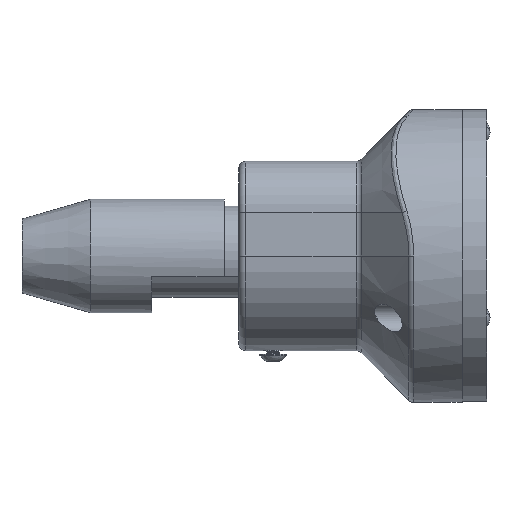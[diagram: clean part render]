
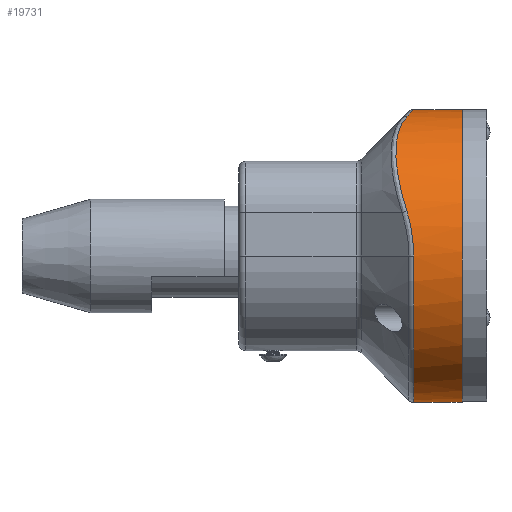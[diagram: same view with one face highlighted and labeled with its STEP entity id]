
A CAD part, left-side view. The second image highlights one B-rep face of the part: STEP entity #19731.
In plain terms, the highlighted cylindrical face has radius 42.5 mm (diameter 85 mm), a partial arc.
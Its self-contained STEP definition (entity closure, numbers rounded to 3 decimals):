
#205 = CARTESIAN_POINT ( 'NONE',  ( -13.117, 16.149, 40.425 ) ) ;
#335 = CARTESIAN_POINT ( 'NONE',  ( -40.425, 16.149, 13.117 ) ) ;
#475 = VERTEX_POINT ( 'NONE', #25673 ) ;
#689 = CARTESIAN_POINT ( 'NONE',  ( 0., 0., 42.5 ) ) ;
#1129 = CARTESIAN_POINT ( 'NONE',  ( -2.5, 2.5, -42.426 ) ) ;
#1926 = EDGE_CURVE ( 'NONE', #5070, #4723, #24288, .T. ) ;
#1933 = CARTESIAN_POINT ( 'NONE',  ( -2.5, 2.83, -42.426 ) ) ;
#2209 = CARTESIAN_POINT ( 'NONE',  ( -2.5, 0., -42.426 ) ) ;
#2212 = CARTESIAN_POINT ( 'NONE',  ( -1.986, 4.027, -42.454 ) ) ;
#2296 = CARTESIAN_POINT ( 'NONE',  ( -39.323, 17.072, 16.206 ) ) ;
#2390 = LINE ( 'NONE', #10377, #3046 ) ;
#2502 = ORIENTED_EDGE ( 'NONE', *, *, #6196, .T. ) ;
#2757 = AXIS2_PLACEMENT_3D ( 'NONE', #18955, #6776, #15035 ) ;
#3046 = VECTOR ( 'NONE', #18378, 1000. ) ;
#3125 = CARTESIAN_POINT ( 'NONE',  ( -41.803, 14.836, 8.872 ) ) ;
#3479 = CARTESIAN_POINT ( 'NONE',  ( -4.463, 14.172, 42.5 ) ) ;
#3603 = CARTESIAN_POINT ( 'NONE',  ( -2.5, 15., -42.426 ) ) ;
#3894 = ORIENTED_EDGE ( 'NONE', *, *, #1926, .T. ) ;
#3907 = CARTESIAN_POINT ( 'NONE',  ( -2.246, 3.609, -42.441 ) ) ;
#4140 = CARTESIAN_POINT ( 'NONE',  ( -35.424, 18.74, 23.498 ) ) ;
#4173 = CARTESIAN_POINT ( 'NONE',  ( -1.252, 4.67, -42.482 ) ) ;
#4269 = CARTESIAN_POINT ( 'NONE',  ( -35.881, 18.614, 22.793 ) ) ;
#4430 = CARTESIAN_POINT ( 'NONE',  ( 0., 15., 0. ) ) ;
#4723 = VERTEX_POINT ( 'NONE', #5829 ) ;
#5021 = VERTEX_POINT ( 'NONE', #689 ) ;
#5070 = VERTEX_POINT ( 'NONE', #11167 ) ;
#5124 = ORIENTED_EDGE ( 'NONE', *, *, #16767, .F. ) ;
#5829 = CARTESIAN_POINT ( 'NONE',  ( 0., 14.172, -42.5 ) ) ;
#6196 = EDGE_CURVE ( 'NONE', #25776, #11954, #16200, .T. ) ;
#6238 = CARTESIAN_POINT ( 'NONE',  ( -34.459, 18.958, 24.89 ) ) ;
#6304 = CARTESIAN_POINT ( 'NONE',  ( -40.425, 16.149, 13.117 ) ) ;
#6375 = CARTESIAN_POINT ( 'NONE',  ( -33.952, 19.051, 25.577 ) ) ;
#6776 = DIRECTION ( 'NONE',  ( 0., -1., 0. ) ) ;
#7149 = AXIS2_PLACEMENT_3D ( 'NONE', #4430, #8732, #12545 ) ;
#7216 =( BOUNDED_CURVE ( )  B_SPLINE_CURVE ( 3, ( #9409, #3125, #13232, #13358 ),
 .UNSPECIFIED., .F., .T. ) 
 B_SPLINE_CURVE_WITH_KNOTS ( ( 4, 4 ),
 ( 5.969, 6.283 ),
 .UNSPECIFIED. ) 
 CURVE ( )  GEOMETRIC_REPRESENTATION_ITEM ( )  RATIONAL_B_SPLINE_CURVE ( ( 1., 0.992, 0.992, 1. ) ) 
 REPRESENTATION_ITEM ( '' )  );
#7442 = ORIENTED_EDGE ( 'NONE', *, *, #12570, .F. ) ;
#7704 = EDGE_CURVE ( 'NONE', #475, #19982, #11757, .T. ) ;
#7912 = LINE ( 'NONE', #15914, #9942 ) ;
#8195 = CARTESIAN_POINT ( 'NONE',  ( -27.624, 19.277, 32.343 ) ) ;
#8236 = CARTESIAN_POINT ( 'NONE',  ( -2.5, 2.5, -42.426 ) ) ;
#8732 = DIRECTION ( 'NONE',  ( 0., -1., 0. ) ) ;
#8858 = FACE_OUTER_BOUND ( 'NONE', #21456, .T. ) ;
#9378 = CARTESIAN_POINT ( 'NONE',  ( -13.117, 16.149, 40.425 ) ) ;
#9409 = CARTESIAN_POINT ( 'NONE',  ( -40.425, 16.149, 13.117 ) ) ;
#9942 = VECTOR ( 'NONE', #21310, 1000. ) ;
#10025 = CARTESIAN_POINT ( 'NONE',  ( -23.546, 18.748, 35.392 ) ) ;
#10377 = CARTESIAN_POINT ( 'NONE',  ( 0., 15., -42.5 ) ) ;
#10541 = CARTESIAN_POINT ( 'NONE',  ( -32.383, 19.273, 27.576 ) ) ;
#11047 = ORIENTED_EDGE ( 'NONE', *, *, #17744, .T. ) ;
#11167 = CARTESIAN_POINT ( 'NONE',  ( -42.5, 14.172, 0. ) ) ;
#11597 = DIRECTION ( 'NONE',  ( 0., 1., 0. ) ) ;
#11757 = B_SPLINE_CURVE_WITH_KNOTS ( 'NONE', 3,
 ( #19750, #16359, #13996, #22122, #23833, #14263, #4173, #13869, #12170, #21859, #2212, #16236, #3907, #19877, #1933, #8236 ),
 .UNSPECIFIED., .F., .F.,
 ( 4, 2, 2, 2, 2, 2, 2, 4 ),
 ( 0., 0., 0.001, 0.001, 0.002, 0.002, 0.003, 0.004 ),
 .UNSPECIFIED. ) ;
#11954 = VERTEX_POINT ( 'NONE', #6304 ) ;
#12003 = CARTESIAN_POINT ( 'NONE',  ( -37.955, 17.852, 19.193 ) ) ;
#12170 = CARTESIAN_POINT ( 'NONE',  ( -1.652, 4.384, -42.468 ) ) ;
#12271 = CARTESIAN_POINT ( 'NONE',  ( -37.182, 18.192, 20.653 ) ) ;
#12302 = CYLINDRICAL_SURFACE ( 'NONE', #7149, 42.5 ) ;
#12545 = DIRECTION ( 'NONE',  ( 0., 0., -1. ) ) ;
#12570 = EDGE_CURVE ( 'NONE', #16070, #5021, #7912, .T. ) ;
#12979 = AXIS2_PLACEMENT_3D ( 'NONE', #20253, #20124, #14372 ) ;
#13001 = ORIENTED_EDGE ( 'NONE', *, *, #22103, .F. ) ;
#13232 = CARTESIAN_POINT ( 'NONE',  ( -42.5, 14.172, 4.463 ) ) ;
#13358 = CARTESIAN_POINT ( 'NONE',  ( -42.5, 14.172, 0. ) ) ;
#13869 = CARTESIAN_POINT ( 'NONE',  ( -1.523, 4.489, -42.473 ) ) ;
#13996 = CARTESIAN_POINT ( 'NONE',  ( -0.327, 4.984, -42.499 ) ) ;
#14226 = CARTESIAN_POINT ( 'NONE',  ( -19.233, 17.862, 37.935 ) ) ;
#14263 = CARTESIAN_POINT ( 'NONE',  ( -1.108, 4.747, -42.486 ) ) ;
#14364 = CARTESIAN_POINT ( 'NONE',  ( -14.68, 16.632, 39.918 ) ) ;
#14372 = DIRECTION ( 'NONE',  ( 0., 0., 1. ) ) ;
#15035 = DIRECTION ( 'NONE',  ( 0., 0., -1. ) ) ;
#15914 = CARTESIAN_POINT ( 'NONE',  ( 0., 15., 42.5 ) ) ;
#16070 = VERTEX_POINT ( 'NONE', #18783 ) ;
#16200 = B_SPLINE_CURVE_WITH_KNOTS ( 'NONE', 3,
 ( #205, #14364, #18026, #14226, #24578, #24199, #10025, #20376, #22085, #8195, #16453, #16203, #10541, #6375, #6238, #4140, #4269, #12271, #12003, #2296, #18538, #335 ),
 .UNSPECIFIED., .F., .F.,
 ( 4, 2, 2, 2, 2, 2, 2, 2, 2, 2, 4 ),
 ( 0., 0.005, 0.01, 0.013, 0.015, 0.021, 0.026, 0.028, 0.031, 0.036, 0.041 ),
 .UNSPECIFIED. ) ;
#16202 = LINE ( 'NONE', #3603, #24385 ) ;
#16203 = CARTESIAN_POINT ( 'NONE',  ( -31.265, 19.348, 28.837 ) ) ;
#16236 = CARTESIAN_POINT ( 'NONE',  ( -2.169, 3.755, -42.445 ) ) ;
#16359 = CARTESIAN_POINT ( 'NONE',  ( -0.165, 5., -42.5 ) ) ;
#16453 = CARTESIAN_POINT ( 'NONE',  ( -28.885, 19.35, 31.221 ) ) ;
#16767 = EDGE_CURVE ( 'NONE', #19636, #19982, #16202, .T. ) ;
#17008 = CIRCLE ( 'NONE', #2757, 42.5 ) ;
#17744 = EDGE_CURVE ( 'NONE', #4723, #475, #2390, .T. ) ;
#18026 = CARTESIAN_POINT ( 'NONE',  ( -16.226, 17.077, 39.316 ) ) ;
#18130 = ORIENTED_EDGE ( 'NONE', *, *, #21455, .T. ) ;
#18378 = DIRECTION ( 'NONE',  ( 0., -1., 0. ) ) ;
#18538 = CARTESIAN_POINT ( 'NONE',  ( -39.918, 16.632, 14.679 ) ) ;
#18783 = CARTESIAN_POINT ( 'NONE',  ( 0., 14.172, 42.5 ) ) ;
#18944 = ORIENTED_EDGE ( 'NONE', *, *, #22845, .T. ) ;
#18955 = CARTESIAN_POINT ( 'NONE',  ( 0., 0., 0. ) ) ;
#19636 = VERTEX_POINT ( 'NONE', #2209 ) ;
#19731 = ADVANCED_FACE ( 'NONE', ( #8858 ), #12302, .T. ) ;
#19750 = CARTESIAN_POINT ( 'NONE',  ( 0., 5., -42.5 ) ) ;
#19877 = CARTESIAN_POINT ( 'NONE',  ( -2.434, 3.158, -42.43 ) ) ;
#19897 = ORIENTED_EDGE ( 'NONE', *, *, #7704, .T. ) ;
#19982 = VERTEX_POINT ( 'NONE', #1129 ) ;
#20124 = DIRECTION ( 'NONE',  ( 0., -1., 0. ) ) ;
#20253 = CARTESIAN_POINT ( 'NONE',  ( 0., 14.172, 0. ) ) ;
#20376 = CARTESIAN_POINT ( 'NONE',  ( -24.935, 18.965, 34.427 ) ) ;
#21310 = DIRECTION ( 'NONE',  ( 0., -1., 0. ) ) ;
#21447 =( BOUNDED_CURVE ( )  B_SPLINE_CURVE ( 3, ( #23156, #3479, #25495, #9378 ),
 .UNSPECIFIED., .F., .T. ) 
 B_SPLINE_CURVE_WITH_KNOTS ( ( 4, 4 ),
 ( 0., 0.314 ),
 .UNSPECIFIED. ) 
 CURVE ( )  GEOMETRIC_REPRESENTATION_ITEM ( )  RATIONAL_B_SPLINE_CURVE ( ( 1., 0.992, 0.992, 1. ) ) 
 REPRESENTATION_ITEM ( '' )  );
#21456 = EDGE_LOOP ( 'NONE', ( #7442, #18130, #2502, #18944, #3894, #11047, #19897, #5124, #13001 ) ) ;
#21455 = EDGE_CURVE ( 'NONE', #16070, #25776, #21447, .T. ) ;
#21859 = CARTESIAN_POINT ( 'NONE',  ( -1.882, 4.153, -42.458 ) ) ;
#22085 = CARTESIAN_POINT ( 'NONE',  ( -25.623, 19.057, 33.918 ) ) ;
#22103 = EDGE_CURVE ( 'NONE', #5021, #19636, #17008, .T. ) ;
#22122 = CARTESIAN_POINT ( 'NONE',  ( -0.647, 4.92, -42.495 ) ) ;
#22749 = CARTESIAN_POINT ( 'NONE',  ( -13.117, 16.149, 40.425 ) ) ;
#22845 = EDGE_CURVE ( 'NONE', #11954, #5070, #7216, .T. ) ;
#23156 = CARTESIAN_POINT ( 'NONE',  ( 0., 14.172, 42.5 ) ) ;
#23833 = CARTESIAN_POINT ( 'NONE',  ( -0.806, 4.872, -42.493 ) ) ;
#24199 = CARTESIAN_POINT ( 'NONE',  ( -22.841, 18.623, 35.85 ) ) ;
#24288 = CIRCLE ( 'NONE', #12979, 42.5 ) ;
#24385 = VECTOR ( 'NONE', #11597, 1000. ) ;
#24578 = CARTESIAN_POINT ( 'NONE',  ( -20.699, 18.203, 37.156 ) ) ;
#25495 = CARTESIAN_POINT ( 'NONE',  ( -8.872, 14.836, 41.803 ) ) ;
#25673 = CARTESIAN_POINT ( 'NONE',  ( 0., 5., -42.5 ) ) ;
#25776 = VERTEX_POINT ( 'NONE', #22749 ) ;
